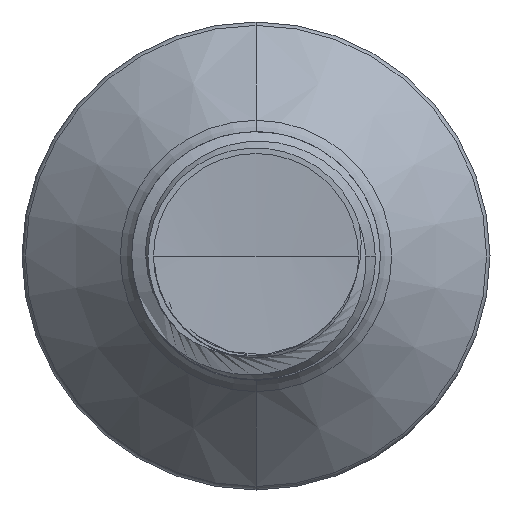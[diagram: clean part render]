
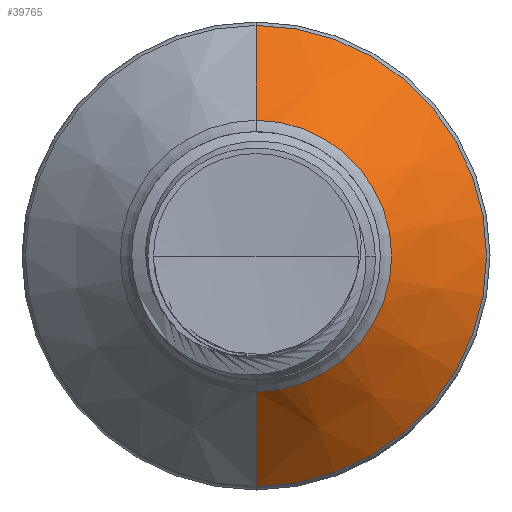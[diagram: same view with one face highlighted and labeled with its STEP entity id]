
A CAD part, front view. The second image highlights one B-rep face of the part: STEP entity #39765.
In plain terms, the highlighted conical face has half-angle 45 degrees and reference radius 3.276 mm.
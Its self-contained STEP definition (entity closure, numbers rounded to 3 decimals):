
#2239 = DIRECTION ( 'NONE',  ( 0., 0., 1. ) ) ;
#4487 = EDGE_CURVE ( 'NONE', #43264, #14285, #40882, .T. ) ;
#4626 = AXIS2_PLACEMENT_3D ( 'NONE', #5521, #5357, #2239 ) ;
#5357 = DIRECTION ( 'NONE',  ( 0., 1., 0. ) ) ;
#5521 = CARTESIAN_POINT ( 'NONE',  ( 0., 23.607, 0. ) ) ;
#7013 = EDGE_CURVE ( 'NONE', #14285, #7050, #17713, .T. ) ;
#7050 = VERTEX_POINT ( 'NONE', #10219 ) ;
#9514 = EDGE_CURVE ( 'NONE', #17170, #7050, #44849, .T. ) ;
#9652 = DIRECTION ( 'NONE',  ( 0., 0., 1. ) ) ;
#9743 = DIRECTION ( 'NONE',  ( 0., 1., 0. ) ) ;
#9765 = CARTESIAN_POINT ( 'NONE',  ( 0., 23.607, 3.276 ) ) ;
#9812 = CARTESIAN_POINT ( 'NONE',  ( 0., 25.899, 0. ) ) ;
#10219 = CARTESIAN_POINT ( 'NONE',  ( 0., 25.899, -5.567 ) ) ;
#11994 = EDGE_CURVE ( 'NONE', #43264, #17170, #41316, .T. ) ;
#13163 = ORIENTED_EDGE ( 'NONE', *, *, #4487, .F. ) ;
#13573 = CARTESIAN_POINT ( 'NONE',  ( 0., 23.607, -3.276 ) ) ;
#14285 = VERTEX_POINT ( 'NONE', #22603 ) ;
#17170 = VERTEX_POINT ( 'NONE', #13573 ) ;
#17713 = CIRCLE ( 'NONE', #44977, 5.567 ) ;
#19125 = CARTESIAN_POINT ( 'NONE',  ( 0., 23.607, -3.276 ) ) ;
#20215 = ORIENTED_EDGE ( 'NONE', *, *, #11994, .T. ) ;
#22156 = EDGE_LOOP ( 'NONE', ( #20215, #32240, #42053, #13163 ) ) ;
#22183 = CARTESIAN_POINT ( 'NONE',  ( 0., 23.607, 0. ) ) ;
#22603 = CARTESIAN_POINT ( 'NONE',  ( 0., 25.899, 5.567 ) ) ;
#23620 = VECTOR ( 'NONE', #34213, 1000. ) ;
#25823 = DIRECTION ( 'NONE',  ( 0., 0., 1. ) ) ;
#29682 = AXIS2_PLACEMENT_3D ( 'NONE', #22183, #46043, #25823 ) ;
#30187 = DIRECTION ( 'NONE',  ( 0., 0.707, -0.707 ) ) ;
#30588 = FACE_OUTER_BOUND ( 'NONE', #22156, .T. ) ;
#32240 = ORIENTED_EDGE ( 'NONE', *, *, #9514, .T. ) ;
#34118 = VECTOR ( 'NONE', #30187, 1000. ) ;
#34213 = DIRECTION ( 'NONE',  ( 0., 0.707, 0.707 ) ) ;
#36692 = CARTESIAN_POINT ( 'NONE',  ( 0., 23.607, 3.276 ) ) ;
#38569 = CONICAL_SURFACE ( 'NONE', #4626, 3.276, 0.785 ) ;
#39765 = ADVANCED_FACE ( 'NONE', ( #30588 ), #38569, .T. ) ;
#40882 = LINE ( 'NONE', #36692, #23620 ) ;
#41316 = CIRCLE ( 'NONE', #29682, 3.276 ) ;
#42053 = ORIENTED_EDGE ( 'NONE', *, *, #7013, .F. ) ;
#43264 = VERTEX_POINT ( 'NONE', #9765 ) ;
#44849 = LINE ( 'NONE', #19125, #34118 ) ;
#44977 = AXIS2_PLACEMENT_3D ( 'NONE', #9812, #9743, #9652 ) ;
#46043 = DIRECTION ( 'NONE',  ( 0., 1., 0. ) ) ;
